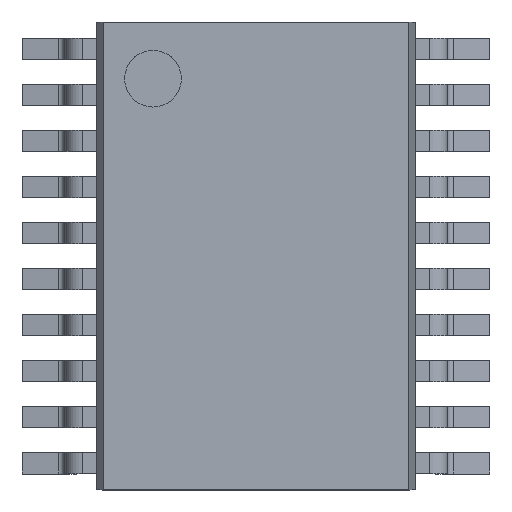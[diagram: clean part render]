
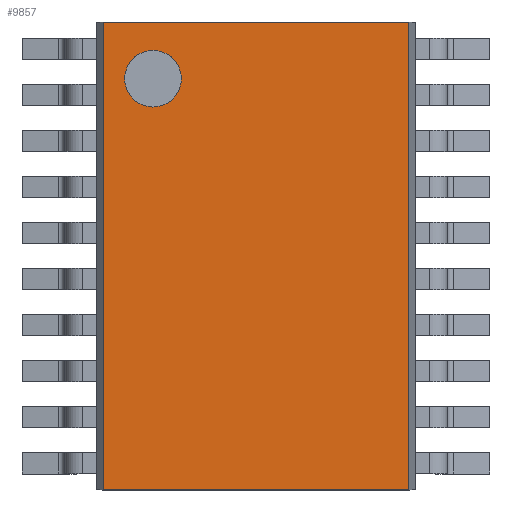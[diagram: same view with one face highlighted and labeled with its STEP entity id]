
A CAD part, top view. The second image highlights one B-rep face of the part: STEP entity #9857.
In plain terms, the highlighted planar face has unit normal (0, 0, 1).
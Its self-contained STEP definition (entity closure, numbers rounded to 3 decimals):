
#9530=CARTESIAN_POINT('',(-1.053,2.5,1.2));
#9531=VERTEX_POINT('',#9530);
#9540=CARTESIAN_POINT('',(-1.853,2.5,1.2));
#9541=VERTEX_POINT('',#9540);
#9542=CARTESIAN_POINT('',(-1.453,2.5,1.2));
#9543=DIRECTION('',(0.0,0.0,-1.0));
#9544=DIRECTION('',(1.0,0.0,0.0));
#9545=AXIS2_PLACEMENT_3D('',#9542,#9543,#9544);
#9546=CIRCLE('',#9545,0.4);
#9547=EDGE_CURVE('',#9541,#9531,#9546,.T.);
#9763=CARTESIAN_POINT('',(-1.453,2.5,1.2));
#9764=DIRECTION('',(0.0,0.0,-1.0));
#9765=DIRECTION('',(1.0,0.0,0.0));
#9766=AXIS2_PLACEMENT_3D('',#9763,#9764,#9765);
#9767=CIRCLE('',#9766,0.4);
#9768=EDGE_CURVE('',#9531,#9541,#9767,.T.);
#9790=CARTESIAN_POINT('',(2.153,3.3,1.2));
#9791=VERTEX_POINT('',#9790);
#9798=CARTESIAN_POINT('',(2.153,-3.3,1.2));
#9799=VERTEX_POINT('',#9798);
#9800=CARTESIAN_POINT('',(2.153,-3.3,1.2));
#9801=DIRECTION('',(0.0,1.0,0.0));
#9802=VECTOR('',#9801,6.6);
#9803=LINE('',#9800,#9802);
#9804=EDGE_CURVE('',#9799,#9791,#9803,.T.);
#9823=CARTESIAN_POINT('',(2.171,-5.35,1.2));
#9824=DIRECTION('',(0.0,0.0,1.0));
#9825=DIRECTION('',(0.0,-1.0,0.0));
#9826=AXIS2_PLACEMENT_3D('',#9823,#9824,#9825);
#9827=PLANE('',#9826);
#9828=CARTESIAN_POINT('',(-2.153,3.3,1.2));
#9829=VERTEX_POINT('',#9828);
#9830=CARTESIAN_POINT('',(2.153,3.3,1.2));
#9831=DIRECTION('',(-1.0,0.0,0.0));
#9832=VECTOR('',#9831,4.306);
#9833=LINE('',#9830,#9832);
#9834=EDGE_CURVE('',#9791,#9829,#9833,.T.);
#9835=ORIENTED_EDGE('',*,*,#9834,.T.);
#9836=CARTESIAN_POINT('',(-2.153,-3.3,1.2));
#9837=VERTEX_POINT('',#9836);
#9838=CARTESIAN_POINT('',(-2.153,3.3,1.2));
#9839=DIRECTION('',(0.0,-1.0,0.0));
#9840=VECTOR('',#9839,6.6);
#9841=LINE('',#9838,#9840);
#9842=EDGE_CURVE('',#9837,#9829,#9841,.F.);
#9843=ORIENTED_EDGE('',*,*,#9842,.F.);
#9844=CARTESIAN_POINT('',(2.153,-3.3,1.2));
#9845=DIRECTION('',(-1.0,0.0,0.0));
#9846=VECTOR('',#9845,4.306);
#9847=LINE('',#9844,#9846);
#9848=EDGE_CURVE('',#9799,#9837,#9847,.T.);
#9849=ORIENTED_EDGE('',*,*,#9848,.F.);
#9850=ORIENTED_EDGE('',*,*,#9804,.T.);
#9851=EDGE_LOOP('',(#9835,#9843,#9849,#9850));
#9852=FACE_OUTER_BOUND('',#9851,.T.);
#9853=ORIENTED_EDGE('',*,*,#9768,.T.);
#9854=ORIENTED_EDGE('',*,*,#9547,.T.);
#9855=EDGE_LOOP('',(#9853,#9854));
#9856=FACE_BOUND('',#9855,.T.);
#9857=ADVANCED_FACE('',(#9852,#9856),#9827,.T.);
